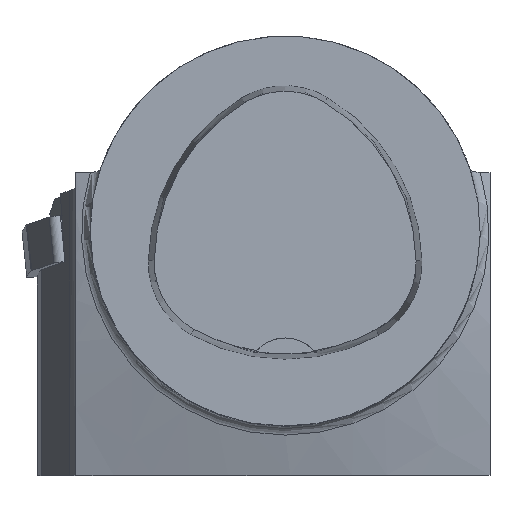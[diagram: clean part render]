
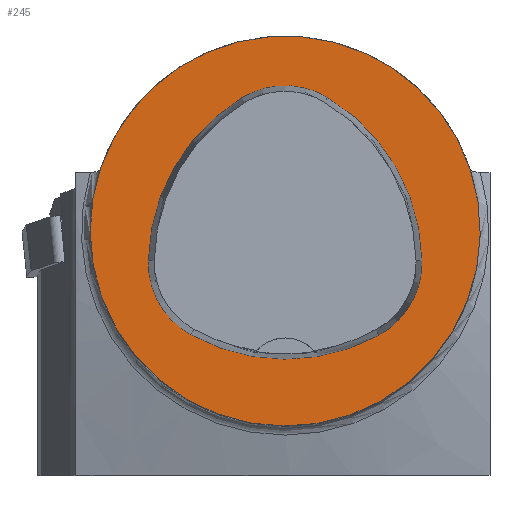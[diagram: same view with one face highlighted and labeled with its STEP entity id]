
A CAD part, top view. The second image highlights one B-rep face of the part: STEP entity #245.
In plain terms, the highlighted planar face has unit normal (0, 0, 1).
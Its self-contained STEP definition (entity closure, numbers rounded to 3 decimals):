
#103=FACE_BOUND('',#447,.T.);
#104=FACE_BOUND('',#448,.T.);
#162=CIRCLE('',#1555,20.);
#164=CIRCLE('',#1568,20.);
#166=CIRCLE('',#1571,8.5);
#168=CIRCLE('',#1574,20.);
#170=CIRCLE('',#1577,8.5);
#174=CIRCLE('',#1582,20.);
#176=CIRCLE('',#1585,8.5);
#245=ADVANCED_FACE('',(#103,#104),#310,.T.);
#310=PLANE('',#1590);
#447=EDGE_LOOP('',(#689,#690,#691,#692,#693,#694));
#448=EDGE_LOOP('',(#695));
#689=ORIENTED_EDGE('',*,*,#1153,.T.);
#690=ORIENTED_EDGE('',*,*,#1133,.T.);
#691=ORIENTED_EDGE('',*,*,#1137,.T.);
#692=ORIENTED_EDGE('',*,*,#1140,.T.);
#693=ORIENTED_EDGE('',*,*,#1143,.T.);
#694=ORIENTED_EDGE('',*,*,#1151,.T.);
#695=ORIENTED_EDGE('',*,*,#1114,.F.);
#961=VERTEX_POINT('',#2333);
#978=VERTEX_POINT('',#2371);
#979=VERTEX_POINT('',#2372);
#982=VERTEX_POINT('',#2380);
#984=VERTEX_POINT('',#2386);
#986=VERTEX_POINT('',#2392);
#993=VERTEX_POINT('',#2413);
#1114=EDGE_CURVE('',#961,#961,#162,.T.);
#1133=EDGE_CURVE('',#978,#979,#164,.T.);
#1137=EDGE_CURVE('',#979,#982,#166,.T.);
#1140=EDGE_CURVE('',#982,#984,#168,.T.);
#1143=EDGE_CURVE('',#984,#986,#170,.T.);
#1151=EDGE_CURVE('',#986,#993,#174,.T.);
#1153=EDGE_CURVE('',#993,#978,#176,.T.);
#1555=AXIS2_PLACEMENT_3D('',#2332,#1808,#1809);
#1568=AXIS2_PLACEMENT_3D('',#2370,#1842,#1843);
#1571=AXIS2_PLACEMENT_3D('',#2379,#1850,#1851);
#1574=AXIS2_PLACEMENT_3D('',#2385,#1857,#1858);
#1577=AXIS2_PLACEMENT_3D('',#2391,#1864,#1865);
#1582=AXIS2_PLACEMENT_3D('',#2414,#1876,#1877);
#1585=AXIS2_PLACEMENT_3D('',#2417,#1882,#1883);
#1590=AXIS2_PLACEMENT_3D('',#2422,#1892,#1893);
#1808=DIRECTION('',(0.,0.,-1.));
#1809=DIRECTION('',(-1.,0.,0.));
#1842=DIRECTION('',(0.,0.,-1.));
#1843=DIRECTION('',(-1.,0.,0.));
#1850=DIRECTION('',(0.,0.,-1.));
#1851=DIRECTION('',(-1.,0.,0.));
#1857=DIRECTION('',(0.,0.,-1.));
#1858=DIRECTION('',(-1.,0.,0.));
#1864=DIRECTION('',(0.,0.,-1.));
#1865=DIRECTION('',(-1.,0.,0.));
#1876=DIRECTION('',(0.,0.,-1.));
#1877=DIRECTION('',(-1.,0.,0.));
#1882=DIRECTION('',(0.,0.,-1.));
#1883=DIRECTION('',(-1.,0.,0.));
#1892=DIRECTION('',(0.,0.,1.));
#1893=DIRECTION('',(-1.,0.,0.));
#2332=CARTESIAN_POINT('',(0.,0.,0.));
#2333=CARTESIAN_POINT('',(-20.,0.,0.));
#2370=CARTESIAN_POINT('',(5.955,-3.414,0.));
#2371=CARTESIAN_POINT('',(-14.041,-3.042,0.));
#2372=CARTESIAN_POINT('',(-4.472,13.653,0.));
#2379=CARTESIAN_POINT('',(-0.04,6.4,0.));
#2380=CARTESIAN_POINT('',(4.347,13.68,0.));
#2385=CARTESIAN_POINT('',(-5.976,-3.45,0.));
#2386=CARTESIAN_POINT('',(14.021,-3.075,0.));
#2391=CARTESIAN_POINT('',(5.522,-3.235,0.));
#2392=CARTESIAN_POINT('',(9.588,-10.699,0.));
#2413=CARTESIAN_POINT('',(-9.655,-10.639,0.));
#2414=CARTESIAN_POINT('',(0.022,6.864,0.));
#2417=CARTESIAN_POINT('',(-5.543,-3.2,0.));
#2422=CARTESIAN_POINT('',(0.,0.,0.));
